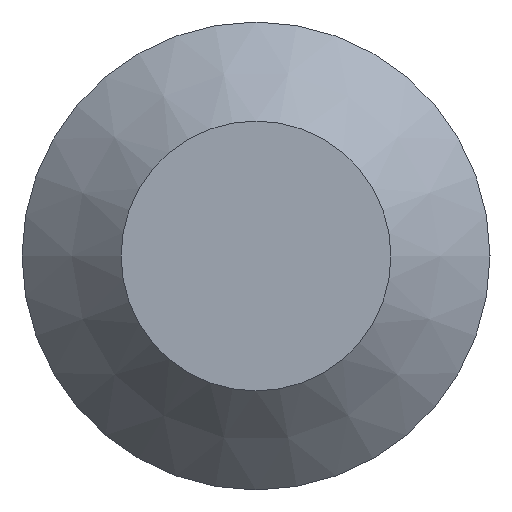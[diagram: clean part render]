
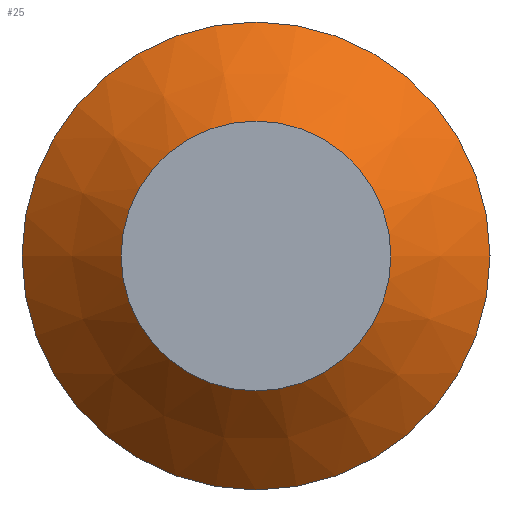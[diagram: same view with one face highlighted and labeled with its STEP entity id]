
A CAD part, left-side view. The second image highlights one B-rep face of the part: STEP entity #25.
In plain terms, the highlighted conical face has half-angle 45 degrees and reference radius 1.5 mm.
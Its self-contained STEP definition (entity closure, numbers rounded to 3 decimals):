
#4 = EDGE_LOOP ( 'NONE', ( #116 ) ) ;
#6 = DIRECTION ( 'NONE',  ( 0., 1., 0. ) ) ;
#13 = VERTEX_POINT ( 'NONE', #77 ) ;
#16 = ORIENTED_EDGE ( 'NONE', *, *, #168, .T. ) ;
#25 = ADVANCED_FACE ( 'NONE', ( #106, #215 ), #171, .T. ) ;
#31 = AXIS2_PLACEMENT_3D ( 'NONE', #95, #191, #87 ) ;
#32 = CIRCLE ( 'NONE', #31, 1.5 ) ;
#52 = CIRCLE ( 'NONE', #218, 0.865 ) ;
#77 = CARTESIAN_POINT ( 'NONE',  ( 0.635, 1.5, 0. ) ) ;
#81 = AXIS2_PLACEMENT_3D ( 'NONE', #208, #84, #6 ) ;
#84 = DIRECTION ( 'NONE',  ( 1., 0., 0. ) ) ;
#87 = DIRECTION ( 'NONE',  ( 0., 1., 0. ) ) ;
#93 = CARTESIAN_POINT ( 'NONE',  ( 0., 0., 0. ) ) ;
#95 = CARTESIAN_POINT ( 'NONE',  ( 0.635, 0., 0. ) ) ;
#106 = FACE_BOUND ( 'NONE', #124, .T. ) ;
#116 = ORIENTED_EDGE ( 'NONE', *, *, #161, .F. ) ;
#124 = EDGE_LOOP ( 'NONE', ( #16 ) ) ;
#139 = VERTEX_POINT ( 'NONE', #157 ) ;
#142 = DIRECTION ( 'NONE',  ( 1., 0., 0. ) ) ;
#157 = CARTESIAN_POINT ( 'NONE',  ( 0., 0.865, 0. ) ) ;
#161 = EDGE_CURVE ( 'NONE', #13, #13, #32, .T. ) ;
#168 = EDGE_CURVE ( 'NONE', #139, #139, #52, .T. ) ;
#171 = CONICAL_SURFACE ( 'NONE', #81, 1.5, 0.785 ) ;
#191 = DIRECTION ( 'NONE',  ( 1., 0., 0. ) ) ;
#195 = DIRECTION ( 'NONE',  ( 0., 1., 0. ) ) ;
#208 = CARTESIAN_POINT ( 'NONE',  ( 0.635, 0., 0. ) ) ;
#215 = FACE_OUTER_BOUND ( 'NONE', #4, .T. ) ;
#218 = AXIS2_PLACEMENT_3D ( 'NONE', #93, #142, #195 ) ;
